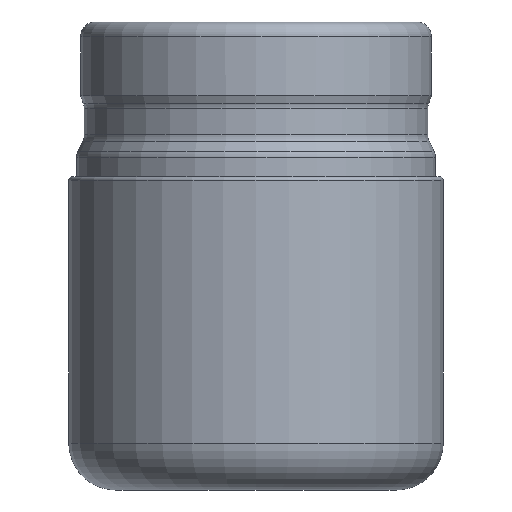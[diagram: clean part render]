
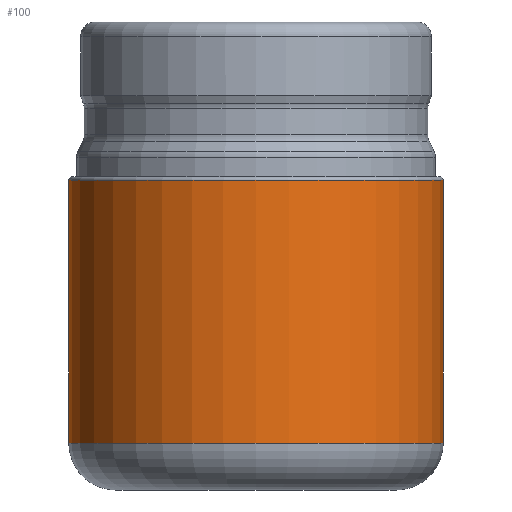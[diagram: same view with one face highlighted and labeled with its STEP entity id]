
A CAD part, front view. The second image highlights one B-rep face of the part: STEP entity #100.
In plain terms, the highlighted cylindrical face has radius 25.4 mm (diameter 50.8 mm), a partial arc.
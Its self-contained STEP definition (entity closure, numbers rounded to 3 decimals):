
#77=CYLINDRICAL_SURFACE('',#1372,25.4);
#100=ADVANCED_FACE('',(#215),#77,.T.);
#215=FACE_OUTER_BOUND('',#291,.T.);
#291=EDGE_LOOP('',(#380,#381,#382,#383));
#380=ORIENTED_EDGE('',*,*,#850,.T.);
#381=ORIENTED_EDGE('',*,*,#849,.T.);
#382=ORIENTED_EDGE('',*,*,#851,.F.);
#383=ORIENTED_EDGE('',*,*,#852,.T.);
#740=VERTEX_POINT('',#2118);
#743=VERTEX_POINT('',#2123);
#744=VERTEX_POINT('',#2127);
#745=VERTEX_POINT('',#2129);
#849=EDGE_CURVE('',#740,#743,#1037,.T.);
#850=EDGE_CURVE('',#744,#740,#1221,.T.);
#851=EDGE_CURVE('',#745,#743,#1222,.T.);
#852=EDGE_CURVE('',#745,#744,#1038,.T.);
#1037=CIRCLE('',#1369,25.4);
#1038=CIRCLE('',#1371,25.4);
#1221=LINE('',#2126,#1265);
#1222=LINE('',#2128,#1266);
#1265=VECTOR('',#1627,1.);
#1266=VECTOR('',#1628,1.);
#1369=AXIS2_PLACEMENT_3D('',#2124,#1623,#1624);
#1371=AXIS2_PLACEMENT_3D('',#2130,#1629,#1630);
#1372=AXIS2_PLACEMENT_3D('',#2131,#1631,#1632);
#1623=DIRECTION('',(0.,0.,1.));
#1624=DIRECTION('',(-1.,0.,0.));
#1627=DIRECTION('',(0.,0.,-1.));
#1628=DIRECTION('',(0.,0.,-1.));
#1629=DIRECTION('',(0.,0.,-1.));
#1630=DIRECTION('',(1.,0.,0.));
#1631=DIRECTION('',(0.,0.,-1.));
#1632=DIRECTION('',(-1.,0.,0.));
#2118=CARTESIAN_POINT('',(-25.4,0.,-57.15));
#2123=CARTESIAN_POINT('',(25.4,0.,-57.15));
#2124=CARTESIAN_POINT('',(0.,0.,-57.15));
#2126=CARTESIAN_POINT('',(-25.4,0.,-57.15));
#2127=CARTESIAN_POINT('',(-25.4,0.,-21.5));
#2128=CARTESIAN_POINT('',(25.4,0.,-57.15));
#2129=CARTESIAN_POINT('',(25.4,0.,-21.5));
#2130=CARTESIAN_POINT('',(0.,0.,-21.5));
#2131=CARTESIAN_POINT('',(0.,0.,-18.875));
